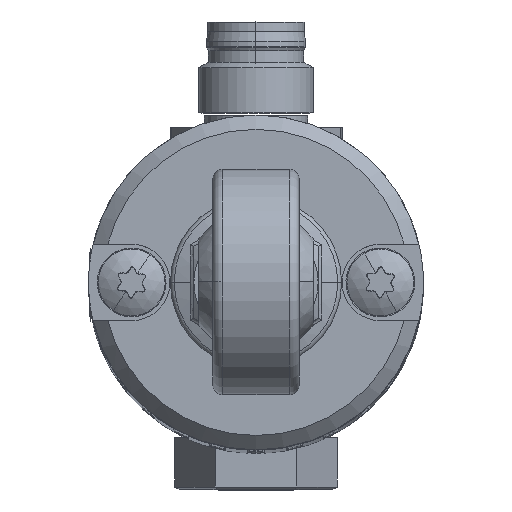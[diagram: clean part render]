
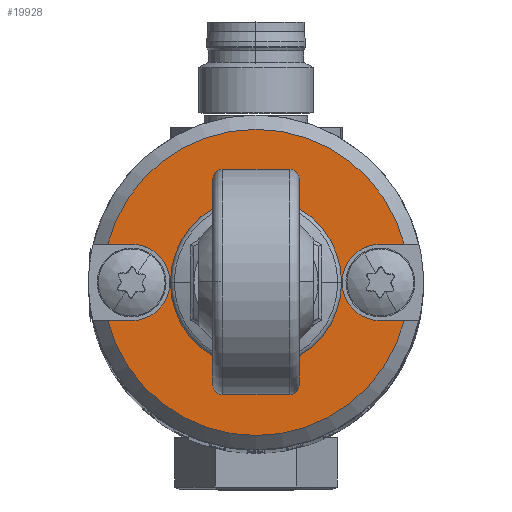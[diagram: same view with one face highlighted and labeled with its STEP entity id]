
A CAD part, top view. The second image highlights one B-rep face of the part: STEP entity #19928.
In plain terms, the highlighted planar face has unit normal (0, 0, 1).
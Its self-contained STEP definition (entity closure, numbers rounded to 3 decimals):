
#36 = EDGE_CURVE ( 'NONE', #7684, #251, #41117, .T. ) ;
#251 = VERTEX_POINT ( 'NONE', #49640 ) ;
#2409 = FACE_OUTER_BOUND ( 'NONE', #51151, .T. ) ;
#2438 = DIRECTION ( 'NONE',  ( 1., 0., 0. ) ) ;
#2683 = CARTESIAN_POINT ( 'NONE',  ( -13., 0., 208.3 ) ) ;
#3430 = VECTOR ( 'NONE', #37280, 1000. ) ;
#4711 = DIRECTION ( 'NONE',  ( 0., 0., -1. ) ) ;
#5995 = CIRCLE ( 'NONE', #15144, 4. ) ;
#6171 = VERTEX_POINT ( 'NONE', #35246 ) ;
#6264 = CARTESIAN_POINT ( 'NONE',  ( -13., 4., 208.3 ) ) ;
#6816 = DIRECTION ( 'NONE',  ( 1., 0., 0. ) ) ;
#7281 = AXIS2_PLACEMENT_3D ( 'NONE', #47579, #22890, #51751 ) ;
#7684 = VERTEX_POINT ( 'NONE', #48775 ) ;
#7761 = ORIENTED_EDGE ( 'NONE', *, *, #40776, .T. ) ;
#7852 = VERTEX_POINT ( 'NONE', #21194 ) ;
#8439 = VECTOR ( 'NONE', #2438, 1000. ) ;
#8516 = CARTESIAN_POINT ( 'NONE',  ( 0., 4., 208.3 ) ) ;
#8693 = LINE ( 'NONE', #6264, #51300 ) ;
#10687 = VERTEX_POINT ( 'NONE', #16960 ) ;
#11434 = CARTESIAN_POINT ( 'NONE',  ( 0., 0., 208.3 ) ) ;
#12539 = ORIENTED_EDGE ( 'NONE', *, *, #33747, .T. ) ;
#14570 = DIRECTION ( 'NONE',  ( -1., 0., 0. ) ) ;
#15144 = AXIS2_PLACEMENT_3D ( 'NONE', #2683, #31456, #6816 ) ;
#15212 = AXIS2_PLACEMENT_3D ( 'NONE', #21434, #50281, #25550 ) ;
#15595 = DIRECTION ( 'NONE',  ( 1., 0., 0. ) ) ;
#15968 = CIRCLE ( 'NONE', #32359, 4. ) ;
#16029 = ORIENTED_EDGE ( 'NONE', *, *, #51458, .F. ) ;
#16356 = ORIENTED_EDGE ( 'NONE', *, *, #25047, .F. ) ;
#16401 = PLANE ( 'NONE',  #7281 ) ;
#16960 = CARTESIAN_POINT ( 'NONE',  ( -15.492, -4., 208.3 ) ) ;
#17878 = CARTESIAN_POINT ( 'NONE',  ( 13., 0., 208.3 ) ) ;
#18465 = CARTESIAN_POINT ( 'NONE',  ( -9., 0., 208.3 ) ) ;
#18822 = CARTESIAN_POINT ( 'NONE',  ( 13., -4., 208.3 ) ) ;
#19525 = EDGE_CURVE ( 'NONE', #10687, #47125, #42404, .T. ) ;
#19628 = ORIENTED_EDGE ( 'NONE', *, *, #32636, .F. ) ;
#19928 = ADVANCED_FACE ( 'NONE', ( #33970, #2409 ), #16401, .T. ) ;
#20033 = VERTEX_POINT ( 'NONE', #48460 ) ;
#21194 = CARTESIAN_POINT ( 'NONE',  ( 15.492, 4., 208.3 ) ) ;
#21434 = CARTESIAN_POINT ( 'NONE',  ( -13., 0., 208.3 ) ) ;
#21499 = DIRECTION ( 'NONE',  ( 0., 0., 1. ) ) ;
#22064 = DIRECTION ( 'NONE',  ( -1., 0., 0. ) ) ;
#22361 = DIRECTION ( 'NONE',  ( 0., 0., -1. ) ) ;
#22890 = DIRECTION ( 'NONE',  ( 0., 0., 1. ) ) ;
#24436 = EDGE_CURVE ( 'NONE', #6171, #51880, #8693, .T. ) ;
#25047 = EDGE_CURVE ( 'NONE', #7852, #53433, #40772, .T. ) ;
#25550 = DIRECTION ( 'NONE',  ( 1., 0., 0. ) ) ;
#25919 = AXIS2_PLACEMENT_3D ( 'NONE', #46180, #21499, #50342 ) ;
#27273 = CARTESIAN_POINT ( 'NONE',  ( 0., -4., 208.3 ) ) ;
#27784 = AXIS2_PLACEMENT_3D ( 'NONE', #47053, #22361, #51230 ) ;
#28430 = ORIENTED_EDGE ( 'NONE', *, *, #36, .T. ) ;
#29056 = VECTOR ( 'NONE', #48029, 1000. ) ;
#30787 = ORIENTED_EDGE ( 'NONE', *, *, #32681, .F. ) ;
#31032 = CARTESIAN_POINT ( 'NONE',  ( -15.492, 4., 208.3 ) ) ;
#31364 = EDGE_LOOP ( 'NONE', ( #28430, #7761 ) ) ;
#31456 = DIRECTION ( 'NONE',  ( 0., 0., 1. ) ) ;
#31619 = ORIENTED_EDGE ( 'NONE', *, *, #34017, .F. ) ;
#32359 = AXIS2_PLACEMENT_3D ( 'NONE', #17878, #46738, #22064 ) ;
#32636 = EDGE_CURVE ( 'NONE', #39119, #47125, #52352, .T. ) ;
#32681 = EDGE_CURVE ( 'NONE', #10687, #20033, #39979, .T. ) ;
#33378 = AXIS2_PLACEMENT_3D ( 'NONE', #11434, #40210, #15595 ) ;
#33747 = EDGE_CURVE ( 'NONE', #7852, #51880, #53459, .T. ) ;
#33924 = CIRCLE ( 'NONE', #15212, 4. ) ;
#33970 = FACE_BOUND ( 'NONE', #31364, .T. ) ;
#34017 = EDGE_CURVE ( 'NONE', #53433, #39119, #15968, .T. ) ;
#35246 = CARTESIAN_POINT ( 'NONE',  ( -13., 4., 208.3 ) ) ;
#36170 = CIRCLE ( 'NONE', #27784, 7.482 ) ;
#36297 = CARTESIAN_POINT ( 'NONE',  ( 13., -4., 208.3 ) ) ;
#36432 = ORIENTED_EDGE ( 'NONE', *, *, #24436, .F. ) ;
#37280 = DIRECTION ( 'NONE',  ( -1., 0., 0. ) ) ;
#38421 = ORIENTED_EDGE ( 'NONE', *, *, #19525, .T. ) ;
#39119 = VERTEX_POINT ( 'NONE', #36297 ) ;
#39393 = ORIENTED_EDGE ( 'NONE', *, *, #45340, .F. ) ;
#39979 = LINE ( 'NONE', #27273, #29056 ) ;
#40210 = DIRECTION ( 'NONE',  ( 0., 0., 1. ) ) ;
#40772 = LINE ( 'NONE', #8516, #3430 ) ;
#40776 = EDGE_CURVE ( 'NONE', #251, #7684, #36170, .T. ) ;
#41117 = CIRCLE ( 'NONE', #49686, 7.482 ) ;
#42404 = CIRCLE ( 'NONE', #25919, 16. ) ;
#42524 = CARTESIAN_POINT ( 'NONE',  ( 0., 0., 208.3 ) ) ;
#43313 = VERTEX_POINT ( 'NONE', #18465 ) ;
#45340 = EDGE_CURVE ( 'NONE', #20033, #43313, #33924, .T. ) ;
#46180 = CARTESIAN_POINT ( 'NONE',  ( 0., 0., 208.3 ) ) ;
#46738 = DIRECTION ( 'NONE',  ( 0., 0., 1. ) ) ;
#47053 = CARTESIAN_POINT ( 'NONE',  ( 0., 0., 208.3 ) ) ;
#47125 = VERTEX_POINT ( 'NONE', #48147 ) ;
#47579 = CARTESIAN_POINT ( 'NONE',  ( 0., 0., 208.3 ) ) ;
#48029 = DIRECTION ( 'NONE',  ( 1., 0., 0. ) ) ;
#48147 = CARTESIAN_POINT ( 'NONE',  ( 15.492, -4., 208.3 ) ) ;
#48460 = CARTESIAN_POINT ( 'NONE',  ( -13., -4., 208.3 ) ) ;
#48775 = CARTESIAN_POINT ( 'NONE',  ( 7.482, 0., 208.3 ) ) ;
#49640 = CARTESIAN_POINT ( 'NONE',  ( -7.482, 0., 208.3 ) ) ;
#49686 = AXIS2_PLACEMENT_3D ( 'NONE', #42524, #4711, #53463 ) ;
#50281 = DIRECTION ( 'NONE',  ( 0., 0., 1. ) ) ;
#50342 = DIRECTION ( 'NONE',  ( 1., 0., 0. ) ) ;
#51151 = EDGE_LOOP ( 'NONE', ( #16356, #12539, #36432, #16029, #39393, #30787, #38421, #19628, #31619 ) ) ;
#51223 = CARTESIAN_POINT ( 'NONE',  ( 13., 4., 208.3 ) ) ;
#51230 = DIRECTION ( 'NONE',  ( 1., 0., 0. ) ) ;
#51300 = VECTOR ( 'NONE', #14570, 1000. ) ;
#51458 = EDGE_CURVE ( 'NONE', #43313, #6171, #5995, .T. ) ;
#51751 = DIRECTION ( 'NONE',  ( 1., 0., 0. ) ) ;
#51880 = VERTEX_POINT ( 'NONE', #31032 ) ;
#52352 = LINE ( 'NONE', #18822, #8439 ) ;
#53433 = VERTEX_POINT ( 'NONE', #51223 ) ;
#53459 = CIRCLE ( 'NONE', #33378, 16. ) ;
#53463 = DIRECTION ( 'NONE',  ( 1., 0., 0. ) ) ;
